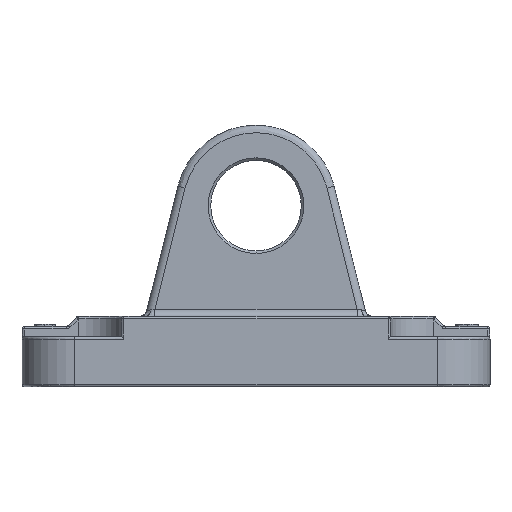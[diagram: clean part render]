
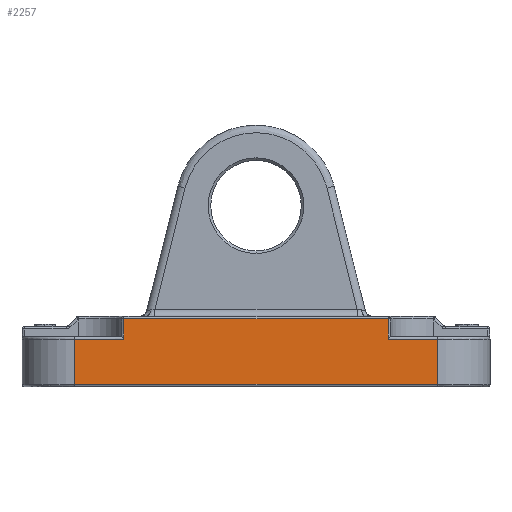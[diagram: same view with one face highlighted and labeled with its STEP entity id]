
A CAD part, left-side view. The second image highlights one B-rep face of the part: STEP entity #2257.
In plain terms, the highlighted planar face has unit normal (-1, 0, 0).
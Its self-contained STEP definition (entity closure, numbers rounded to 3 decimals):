
#467 = VECTOR ( 'NONE', #3582, 1000. ) ;
#746 = DIRECTION ( 'NONE',  ( 0., 1., 0. ) ) ;
#813 = CARTESIAN_POINT ( 'NONE',  ( -46.5, 26.25, 9.5 ) ) ;
#1145 = LINE ( 'NONE', #12830, #4168 ) ;
#1488 = DIRECTION ( 'NONE',  ( 0., 0., 1. ) ) ;
#1516 = VECTOR ( 'NONE', #6300, 1000. ) ;
#1876 = LINE ( 'NONE', #11660, #10126 ) ;
#1903 = DIRECTION ( 'NONE',  ( 0., 0., -1. ) ) ;
#2257 = ADVANCED_FACE ( 'NONE', ( #2464 ), #6955, .T. ) ;
#2313 = DIRECTION ( 'NONE',  ( 0., 0., 1. ) ) ;
#2464 = FACE_OUTER_BOUND ( 'NONE', #10047, .T. ) ;
#2513 = CARTESIAN_POINT ( 'NONE',  ( -46.5, -36., 0. ) ) ;
#3225 = ORIENTED_EDGE ( 'NONE', *, *, #13742, .T. ) ;
#3491 = CARTESIAN_POINT ( 'NONE',  ( -46.5, -26.25, 9.5 ) ) ;
#3582 = DIRECTION ( 'NONE',  ( 0., 0., -1. ) ) ;
#3719 = LINE ( 'NONE', #10382, #7113 ) ;
#3788 = CARTESIAN_POINT ( 'NONE',  ( -46.5, -36., 0.5 ) ) ;
#4004 = LINE ( 'NONE', #11273, #7044 ) ;
#4168 = VECTOR ( 'NONE', #5165, 1000. ) ;
#4324 = VECTOR ( 'NONE', #2313, 1000. ) ;
#4389 = VERTEX_POINT ( 'NONE', #3491 ) ;
#5165 = DIRECTION ( 'NONE',  ( 0., 1., 0. ) ) ;
#5424 = EDGE_CURVE ( 'NONE', #5633, #8021, #12323, .T. ) ;
#5633 = VERTEX_POINT ( 'NONE', #813 ) ;
#5968 = ORIENTED_EDGE ( 'NONE', *, *, #9206, .T. ) ;
#6085 = AXIS2_PLACEMENT_3D ( 'NONE', #12291, #9166, #1488 ) ;
#6086 = CARTESIAN_POINT ( 'NONE',  ( -46.5, 36., 0.5 ) ) ;
#6300 = DIRECTION ( 'NONE',  ( 0., 1., 0. ) ) ;
#6393 = ORIENTED_EDGE ( 'NONE', *, *, #8495, .T. ) ;
#6645 = ORIENTED_EDGE ( 'NONE', *, *, #13871, .T. ) ;
#6790 = CARTESIAN_POINT ( 'NONE',  ( -46.5, -26.25, 13.5 ) ) ;
#6955 = PLANE ( 'NONE',  #6085 ) ;
#7013 = ORIENTED_EDGE ( 'NONE', *, *, #5424, .T. ) ;
#7044 = VECTOR ( 'NONE', #7097, 1000. ) ;
#7097 = DIRECTION ( 'NONE',  ( 0., 0., -1. ) ) ;
#7113 = VECTOR ( 'NONE', #11466, 1000. ) ;
#7265 = EDGE_CURVE ( 'NONE', #10869, #10097, #13478, .T. ) ;
#7325 = EDGE_CURVE ( 'NONE', #8021, #11013, #4004, .T. ) ;
#7405 = CARTESIAN_POINT ( 'NONE',  ( -46.5, -36., 9.5 ) ) ;
#7853 = CARTESIAN_POINT ( 'NONE',  ( -46.5, -36., 9.5 ) ) ;
#8021 = VERTEX_POINT ( 'NONE', #13270 ) ;
#8495 = EDGE_CURVE ( 'NONE', #8792, #10826, #1145, .T. ) ;
#8714 = LINE ( 'NONE', #11972, #4324 ) ;
#8792 = VERTEX_POINT ( 'NONE', #6790 ) ;
#8875 = VECTOR ( 'NONE', #746, 1000. ) ;
#9166 = DIRECTION ( 'NONE',  ( -1., 0., 0. ) ) ;
#9206 = EDGE_CURVE ( 'NONE', #4389, #8792, #8714, .T. ) ;
#9585 = EDGE_CURVE ( 'NONE', #10097, #11013, #13115, .T. ) ;
#9787 = ORIENTED_EDGE ( 'NONE', *, *, #7325, .T. ) ;
#10047 = EDGE_LOOP ( 'NONE', ( #7013, #9787, #11575, #13004, #3225, #5968, #6393, #6645 ) ) ;
#10097 = VERTEX_POINT ( 'NONE', #3788 ) ;
#10126 = VECTOR ( 'NONE', #1903, 1000. ) ;
#10382 = CARTESIAN_POINT ( 'NONE',  ( -46.5, -36., 9.5 ) ) ;
#10826 = VERTEX_POINT ( 'NONE', #13342 ) ;
#10869 = VERTEX_POINT ( 'NONE', #7853 ) ;
#11013 = VERTEX_POINT ( 'NONE', #6086 ) ;
#11273 = CARTESIAN_POINT ( 'NONE',  ( -46.5, 36., 0. ) ) ;
#11466 = DIRECTION ( 'NONE',  ( 0., 1., 0. ) ) ;
#11575 = ORIENTED_EDGE ( 'NONE', *, *, #9585, .F. ) ;
#11660 = CARTESIAN_POINT ( 'NONE',  ( -46.5, 26.25, 0. ) ) ;
#11972 = CARTESIAN_POINT ( 'NONE',  ( -46.5, -26.25, 0. ) ) ;
#12291 = CARTESIAN_POINT ( 'NONE',  ( -46.5, -36., 0. ) ) ;
#12323 = LINE ( 'NONE', #7405, #1516 ) ;
#12830 = CARTESIAN_POINT ( 'NONE',  ( -46.5, -36., 13.5 ) ) ;
#13004 = ORIENTED_EDGE ( 'NONE', *, *, #7265, .F. ) ;
#13115 = LINE ( 'NONE', #13651, #8875 ) ;
#13270 = CARTESIAN_POINT ( 'NONE',  ( -46.5, 36., 9.5 ) ) ;
#13342 = CARTESIAN_POINT ( 'NONE',  ( -46.5, 26.25, 13.5 ) ) ;
#13478 = LINE ( 'NONE', #2513, #467 ) ;
#13651 = CARTESIAN_POINT ( 'NONE',  ( -46.5, -18., 0.5 ) ) ;
#13742 = EDGE_CURVE ( 'NONE', #10869, #4389, #3719, .T. ) ;
#13871 = EDGE_CURVE ( 'NONE', #10826, #5633, #1876, .T. ) ;
